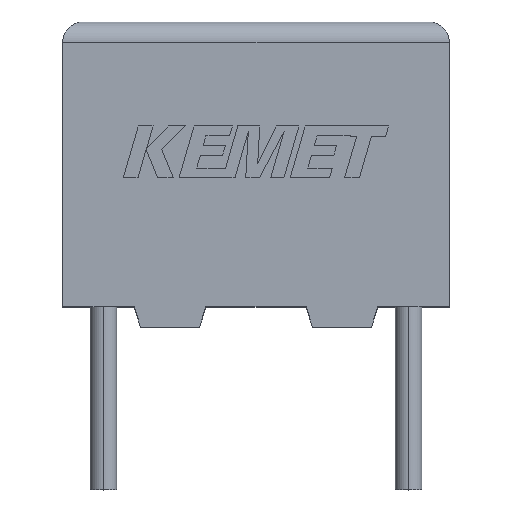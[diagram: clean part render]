
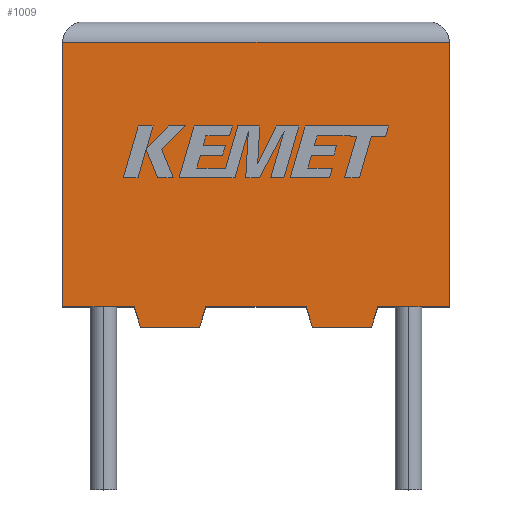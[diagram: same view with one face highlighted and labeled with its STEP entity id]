
A CAD part, top view. The second image highlights one B-rep face of the part: STEP entity #1009.
In plain terms, the highlighted planar face has unit normal (0, 0, 1).
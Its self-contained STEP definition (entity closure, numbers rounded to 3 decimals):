
#1 = ORIENTED_EDGE ( 'NONE', *, *, #1286, .F. ) ;
#61 = CARTESIAN_POINT ( 'NONE',  ( 9.5, 0., 3.5 ) ) ;
#68 = VECTOR ( 'NONE', #290, 1000. ) ;
#96 = VECTOR ( 'NONE', #2011, 1000. ) ;
#104 = VERTEX_POINT ( 'NONE', #1389 ) ;
#116 = AXIS2_PLACEMENT_3D ( 'NONE', #1683, #1914, #2909 ) ;
#136 = EDGE_CURVE ( 'NONE', #1702, #3004, #1696, .T. ) ;
#157 = VECTOR ( 'NONE', #963, 1000. ) ;
#161 = CARTESIAN_POINT ( 'NONE',  ( 9.5, 6.5, 3.5 ) ) ;
#163 = VERTEX_POINT ( 'NONE', #161 ) ;
#182 = CARTESIAN_POINT ( 'NONE',  ( 7.59, -0.5, 3.5 ) ) ;
#217 = EDGE_CURVE ( 'NONE', #1149, #163, #2287, .T. ) ;
#287 = ORIENTED_EDGE ( 'NONE', *, *, #564, .F. ) ;
#290 = DIRECTION ( 'NONE',  ( 0.287, -0.958, 0. ) ) ;
#340 = CARTESIAN_POINT ( 'NONE',  ( 6.136, -0.5, 3.5 ) ) ;
#372 = DIRECTION ( 'NONE',  ( 1., 0., 0. ) ) ;
#475 = EDGE_CURVE ( 'NONE', #788, #1702, #1851, .T. ) ;
#564 = EDGE_CURVE ( 'NONE', #2165, #1122, #2447, .T. ) ;
#587 = CARTESIAN_POINT ( 'NONE',  ( 1.76, 0., 3.5 ) ) ;
#626 = ORIENTED_EDGE ( 'NONE', *, *, #677, .T. ) ;
#647 = CARTESIAN_POINT ( 'NONE',  ( 0., 6.5, 3.5 ) ) ;
#669 = LINE ( 'NONE', #3213, #2936 ) ;
#677 = EDGE_CURVE ( 'NONE', #104, #3137, #1110, .T. ) ;
#709 = LINE ( 'NONE', #728, #96 ) ;
#714 = CARTESIAN_POINT ( 'NONE',  ( 0., 0., 3.5 ) ) ;
#715 = FACE_OUTER_BOUND ( 'NONE', #3195, .T. ) ;
#728 = CARTESIAN_POINT ( 'NONE',  ( 3.364, -0.5, 3.5 ) ) ;
#759 = ORIENTED_EDGE ( 'NONE', *, *, #136, .T. ) ;
#788 = VERTEX_POINT ( 'NONE', #647 ) ;
#862 = ORIENTED_EDGE ( 'NONE', *, *, #2456, .T. ) ;
#881 = DIRECTION ( 'NONE',  ( 0., -1., 0. ) ) ;
#892 = CARTESIAN_POINT ( 'NONE',  ( 1.91, -0.5, 3.5 ) ) ;
#953 = LINE ( 'NONE', #182, #2406 ) ;
#963 = DIRECTION ( 'NONE',  ( -0.287, -0.958, 0. ) ) ;
#1009 = ADVANCED_FACE ( 'NONE', ( #715 ), #1417, .F. ) ;
#1012 = EDGE_CURVE ( 'NONE', #2082, #3137, #669, .T. ) ;
#1052 = LINE ( 'NONE', #1782, #1791 ) ;
#1093 = CARTESIAN_POINT ( 'NONE',  ( 0., 0., 3.5 ) ) ;
#1110 = LINE ( 'NONE', #1093, #2112 ) ;
#1122 = VERTEX_POINT ( 'NONE', #3031 ) ;
#1127 = CARTESIAN_POINT ( 'NONE',  ( 0., 0., 3.5 ) ) ;
#1128 = CARTESIAN_POINT ( 'NONE',  ( 1.76, 0., 3.5 ) ) ;
#1144 = EDGE_CURVE ( 'NONE', #163, #788, #1052, .T. ) ;
#1149 = VERTEX_POINT ( 'NONE', #2032 ) ;
#1261 = DIRECTION ( 'NONE',  ( -1., 0., 0. ) ) ;
#1286 = EDGE_CURVE ( 'NONE', #1122, #2082, #953, .T. ) ;
#1299 = ORIENTED_EDGE ( 'NONE', *, *, #217, .T. ) ;
#1347 = ORIENTED_EDGE ( 'NONE', *, *, #475, .T. ) ;
#1389 = CARTESIAN_POINT ( 'NONE',  ( 3.514, 0., 3.5 ) ) ;
#1410 = DIRECTION ( 'NONE',  ( 1., 0., 0. ) ) ;
#1417 = PLANE ( 'NONE',  #116 ) ;
#1458 = CARTESIAN_POINT ( 'NONE',  ( 1.91, -0.5, 3.5 ) ) ;
#1635 = VECTOR ( 'NONE', #2075, 1000. ) ;
#1683 = CARTESIAN_POINT ( 'NONE',  ( 0., 0., 3.5 ) ) ;
#1696 = LINE ( 'NONE', #714, #2343 ) ;
#1701 = CARTESIAN_POINT ( 'NONE',  ( 0., 0., 3.5 ) ) ;
#1702 = VERTEX_POINT ( 'NONE', #1701 ) ;
#1771 = ORIENTED_EDGE ( 'NONE', *, *, #2420, .T. ) ;
#1782 = CARTESIAN_POINT ( 'NONE',  ( 0., 6.5, 3.5 ) ) ;
#1791 = VECTOR ( 'NONE', #1261, 1000. ) ;
#1793 = CARTESIAN_POINT ( 'NONE',  ( 0., 0., 3.5 ) ) ;
#1847 = LINE ( 'NONE', #892, #2725 ) ;
#1851 = LINE ( 'NONE', #1127, #3062 ) ;
#1869 = ORIENTED_EDGE ( 'NONE', *, *, #1144, .T. ) ;
#1904 = VECTOR ( 'NONE', #2484, 1000. ) ;
#1914 = DIRECTION ( 'NONE',  ( 0., 0., -1. ) ) ;
#1943 = CARTESIAN_POINT ( 'NONE',  ( 5.986, 0., 3.5 ) ) ;
#1962 = DIRECTION ( 'NONE',  ( 1., 0., 0. ) ) ;
#2011 = DIRECTION ( 'NONE',  ( 0.287, 0.958, 0. ) ) ;
#2032 = CARTESIAN_POINT ( 'NONE',  ( 9.5, 0., 3.5 ) ) ;
#2068 = ORIENTED_EDGE ( 'NONE', *, *, #1012, .F. ) ;
#2075 = DIRECTION ( 'NONE',  ( 1., 0., 0. ) ) ;
#2082 = VERTEX_POINT ( 'NONE', #340 ) ;
#2112 = VECTOR ( 'NONE', #372, 1000. ) ;
#2165 = VERTEX_POINT ( 'NONE', #2874 ) ;
#2198 = CARTESIAN_POINT ( 'NONE',  ( 3.364, -0.5, 3.5 ) ) ;
#2199 = CARTESIAN_POINT ( 'NONE',  ( 7.74, 0., 3.5 ) ) ;
#2218 = EDGE_CURVE ( 'NONE', #2853, #104, #709, .T. ) ;
#2287 = LINE ( 'NONE', #61, #1904 ) ;
#2297 = ORIENTED_EDGE ( 'NONE', *, *, #2322, .T. ) ;
#2322 = EDGE_CURVE ( 'NONE', #2165, #1149, #2774, .T. ) ;
#2343 = VECTOR ( 'NONE', #1962, 1000. ) ;
#2406 = VECTOR ( 'NONE', #2979, 1000. ) ;
#2420 = EDGE_CURVE ( 'NONE', #3004, #2555, #2828, .T. ) ;
#2447 = LINE ( 'NONE', #2199, #157 ) ;
#2456 = EDGE_CURVE ( 'NONE', #2555, #2853, #1847, .T. ) ;
#2484 = DIRECTION ( 'NONE',  ( 0., 1., 0. ) ) ;
#2555 = VERTEX_POINT ( 'NONE', #1458 ) ;
#2693 = DIRECTION ( 'NONE',  ( -0.287, 0.958, 0. ) ) ;
#2725 = VECTOR ( 'NONE', #1410, 1000. ) ;
#2774 = LINE ( 'NONE', #1793, #1635 ) ;
#2828 = LINE ( 'NONE', #587, #68 ) ;
#2853 = VERTEX_POINT ( 'NONE', #2198 ) ;
#2874 = CARTESIAN_POINT ( 'NONE',  ( 7.74, 0., 3.5 ) ) ;
#2909 = DIRECTION ( 'NONE',  ( -1., 0., 0. ) ) ;
#2936 = VECTOR ( 'NONE', #2693, 1000. ) ;
#2979 = DIRECTION ( 'NONE',  ( -1., 0., 0. ) ) ;
#3004 = VERTEX_POINT ( 'NONE', #1128 ) ;
#3031 = CARTESIAN_POINT ( 'NONE',  ( 7.59, -0.5, 3.5 ) ) ;
#3062 = VECTOR ( 'NONE', #881, 1000. ) ;
#3101 = ORIENTED_EDGE ( 'NONE', *, *, #2218, .T. ) ;
#3137 = VERTEX_POINT ( 'NONE', #1943 ) ;
#3195 = EDGE_LOOP ( 'NONE', ( #1299, #1869, #1347, #759, #1771, #862, #3101, #626, #2068, #1, #287, #2297 ) ) ;
#3213 = CARTESIAN_POINT ( 'NONE',  ( 6.136, -0.5, 3.5 ) ) ;
